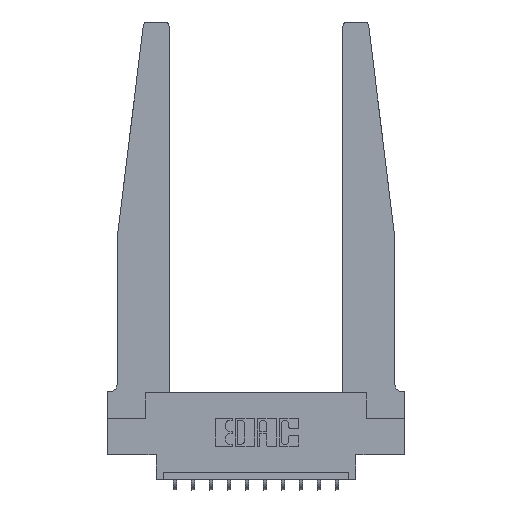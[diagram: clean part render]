
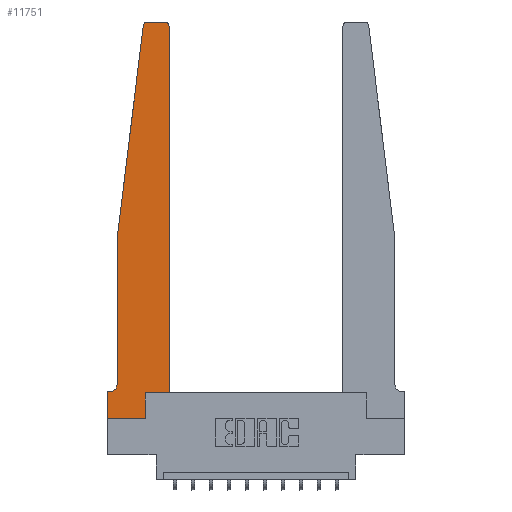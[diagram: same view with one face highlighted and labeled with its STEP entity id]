
A CAD part, top view. The second image highlights one B-rep face of the part: STEP entity #11751.
In plain terms, the highlighted planar face has unit normal (0, 0, 1).
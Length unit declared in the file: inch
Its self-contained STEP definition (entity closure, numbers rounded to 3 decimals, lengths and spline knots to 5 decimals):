
#47 = VERTEX_POINT ( 'NONE', #11274 ) ;
#101 = LINE ( 'NONE', #15081, #6115 ) ;
#266 = LINE ( 'NONE', #5926, #12703 ) ;
#572 = EDGE_CURVE ( 'NONE', #9401, #10154, #101, .T. ) ;
#788 = CARTESIAN_POINT ( 'NONE',  ( 0.015, 0.1875, 0.37 ) ) ;
#981 = ORIENTED_EDGE ( 'NONE', *, *, #1245, .T. ) ;
#1062 = CIRCLE ( 'NONE', #10550, 0.05 ) ;
#1138 = CARTESIAN_POINT ( 'NONE',  ( 0.065, 1.25, 0.37 ) ) ;
#1245 = EDGE_CURVE ( 'NONE', #10271, #5827, #9482, .T. ) ;
#1400 = CARTESIAN_POINT ( 'NONE',  ( 0.2605, 0.18, 0.37 ) ) ;
#1591 = ORIENTED_EDGE ( 'NONE', *, *, #10169, .T. ) ;
#2274 = ORIENTED_EDGE ( 'NONE', *, *, #4627, .T. ) ;
#2330 = DIRECTION ( 'NONE',  ( 0., -1., 0. ) ) ;
#2404 = VERTEX_POINT ( 'NONE', #4866 ) ;
#2625 = LINE ( 'NONE', #9104, #14611 ) ;
#2877 = DIRECTION ( 'NONE',  ( 0., 0., 1. ) ) ;
#2927 = VECTOR ( 'NONE', #2952, 39.37008 ) ;
#2952 = DIRECTION ( 'NONE',  ( -1., 0., 0. ) ) ;
#3098 = VECTOR ( 'NONE', #8261, 39.37008 ) ;
#3128 = PLANE ( 'NONE',  #13076 ) ;
#3685 = DIRECTION ( 'NONE',  ( -1., 0., 0. ) ) ;
#3725 = EDGE_CURVE ( 'NONE', #2404, #7712, #6509, .T. ) ;
#4397 = CARTESIAN_POINT ( 'NONE',  ( 0., 0., 0.37 ) ) ;
#4471 = DIRECTION ( 'NONE',  ( 1., 0., 0. ) ) ;
#4627 = EDGE_CURVE ( 'NONE', #5476, #2404, #13236, .T. ) ;
#4737 = CARTESIAN_POINT ( 'NONE',  ( 0.27653, 2.75, 0.37 ) ) ;
#4866 = CARTESIAN_POINT ( 'NONE',  ( 0.395, 2.75, 0.37 ) ) ;
#5067 = CARTESIAN_POINT ( 'NONE',  ( 0.395, 2.72, 0.37 ) ) ;
#5241 = CARTESIAN_POINT ( 'NONE',  ( 0.065, 0.2375, 0.37 ) ) ;
#5476 = VERTEX_POINT ( 'NONE', #12791 ) ;
#5590 = ORIENTED_EDGE ( 'NONE', *, *, #15148, .T. ) ;
#5626 = LINE ( 'NONE', #11705, #12027 ) ;
#5827 = VERTEX_POINT ( 'NONE', #5241 ) ;
#5926 = CARTESIAN_POINT ( 'NONE',  ( 0.425, 0.18, 0.37 ) ) ;
#6004 = DIRECTION ( 'NONE',  ( 0., 0., -1. ) ) ;
#6105 = FACE_OUTER_BOUND ( 'NONE', #11651, .T. ) ;
#6115 = VECTOR ( 'NONE', #3685, 39.37008 ) ;
#6278 = DIRECTION ( 'NONE',  ( 1., 0., 0. ) ) ;
#6488 = EDGE_CURVE ( 'NONE', #10044, #14941, #8660, .T. ) ;
#6509 = LINE ( 'NONE', #11221, #2927 ) ;
#6760 = CARTESIAN_POINT ( 'NONE',  ( 0., 0.1875, 0.37 ) ) ;
#6771 = ORIENTED_EDGE ( 'NONE', *, *, #9146, .T. ) ;
#7618 = AXIS2_PLACEMENT_3D ( 'NONE', #10078, #2877, #11307 ) ;
#7712 = VERTEX_POINT ( 'NONE', #4737 ) ;
#7811 = LINE ( 'NONE', #8310, #13834 ) ;
#7941 = DIRECTION ( 'NONE',  ( 1., 0., 0. ) ) ;
#7997 = ORIENTED_EDGE ( 'NONE', *, *, #10192, .T. ) ;
#8123 = EDGE_CURVE ( 'NONE', #47, #10271, #2625, .T. ) ;
#8140 = CARTESIAN_POINT ( 'NONE',  ( 0., 0., 0.37 ) ) ;
#8213 = LINE ( 'NONE', #1400, #11077 ) ;
#8261 = DIRECTION ( 'NONE',  ( 0., -1., 0. ) ) ;
#8310 = CARTESIAN_POINT ( 'NONE',  ( 0., 0., 0.37 ) ) ;
#8642 = CARTESIAN_POINT ( 'NONE',  ( 0.2605, 0., 0.37 ) ) ;
#8660 = LINE ( 'NONE', #4397, #14637 ) ;
#8774 = CIRCLE ( 'NONE', #7618, 0.03 ) ;
#9104 = CARTESIAN_POINT ( 'NONE',  ( 0.065, 1.25, 0.37 ) ) ;
#9146 = EDGE_CURVE ( 'NONE', #14941, #9348, #8213, .T. ) ;
#9295 = VERTEX_POINT ( 'NONE', #14915 ) ;
#9348 = VERTEX_POINT ( 'NONE', #13860 ) ;
#9401 = VERTEX_POINT ( 'NONE', #788 ) ;
#9482 = LINE ( 'NONE', #1138, #3098 ) ;
#9564 = DIRECTION ( 'NONE',  ( 0., 1., 0. ) ) ;
#9748 = CARTESIAN_POINT ( 'NONE',  ( 0.065, 1.25, 0.37 ) ) ;
#9796 = EDGE_CURVE ( 'NONE', #7712, #47, #8774, .T. ) ;
#10044 = VERTEX_POINT ( 'NONE', #8140 ) ;
#10078 = CARTESIAN_POINT ( 'NONE',  ( 0.27653, 2.72, 0.37 ) ) ;
#10154 = VERTEX_POINT ( 'NONE', #14275 ) ;
#10169 = EDGE_CURVE ( 'NONE', #10154, #10044, #7811, .T. ) ;
#10192 = EDGE_CURVE ( 'NONE', #5827, #9401, #1062, .T. ) ;
#10271 = VERTEX_POINT ( 'NONE', #9748 ) ;
#10483 = ORIENTED_EDGE ( 'NONE', *, *, #12461, .T. ) ;
#10550 = AXIS2_PLACEMENT_3D ( 'NONE', #13216, #6004, #14378 ) ;
#10929 = ORIENTED_EDGE ( 'NONE', *, *, #3725, .T. ) ;
#11077 = VECTOR ( 'NONE', #13435, 39.37008 ) ;
#11092 = ORIENTED_EDGE ( 'NONE', *, *, #6488, .T. ) ;
#11221 = CARTESIAN_POINT ( 'NONE',  ( 0.25, 2.75, 0.37 ) ) ;
#11274 = CARTESIAN_POINT ( 'NONE',  ( 0.24675, 2.72367, 0.37 ) ) ;
#11307 = DIRECTION ( 'NONE',  ( 1., 0., 0. ) ) ;
#11548 = ORIENTED_EDGE ( 'NONE', *, *, #572, .T. ) ;
#11651 = EDGE_LOOP ( 'NONE', ( #10929, #12206, #15130, #981, #7997, #11548, #1591, #11092, #6771, #5590, #10483, #2274 ) ) ;
#11705 = CARTESIAN_POINT ( 'NONE',  ( 0.425, 0.18, 0.37 ) ) ;
#11751 = ADVANCED_FACE ( 'NONE', ( #6105 ), #3128, .T. ) ;
#12027 = VECTOR ( 'NONE', #4471, 39.37008 ) ;
#12206 = ORIENTED_EDGE ( 'NONE', *, *, #9796, .T. ) ;
#12461 = EDGE_CURVE ( 'NONE', #9295, #5476, #266, .T. ) ;
#12703 = VECTOR ( 'NONE', #9564, 39.37008 ) ;
#12791 = CARTESIAN_POINT ( 'NONE',  ( 0.425, 2.72, 0.37 ) ) ;
#13008 = AXIS2_PLACEMENT_3D ( 'NONE', #5067, #13473, #6278 ) ;
#13076 = AXIS2_PLACEMENT_3D ( 'NONE', #6760, #15096, #7941 ) ;
#13216 = CARTESIAN_POINT ( 'NONE',  ( 0.015, 0.2375, 0.37 ) ) ;
#13236 = CIRCLE ( 'NONE', #13008, 0.03 ) ;
#13435 = DIRECTION ( 'NONE',  ( 0., 1., 0. ) ) ;
#13473 = DIRECTION ( 'NONE',  ( 0., 0., 1. ) ) ;
#13834 = VECTOR ( 'NONE', #2330, 39.37008 ) ;
#13860 = CARTESIAN_POINT ( 'NONE',  ( 0.2605, 0.18, 0.37 ) ) ;
#14010 = DIRECTION ( 'NONE',  ( 1., 0., 0. ) ) ;
#14275 = CARTESIAN_POINT ( 'NONE',  ( 0., 0.1875, 0.37 ) ) ;
#14378 = DIRECTION ( 'NONE',  ( -1., 0., 0. ) ) ;
#14611 = VECTOR ( 'NONE', #15029, 39.37008 ) ;
#14637 = VECTOR ( 'NONE', #14010, 39.37008 ) ;
#14915 = CARTESIAN_POINT ( 'NONE',  ( 0.425, 0.18, 0.37 ) ) ;
#14941 = VERTEX_POINT ( 'NONE', #8642 ) ;
#15029 = DIRECTION ( 'NONE',  ( -0.122, -0.992, 0. ) ) ;
#15081 = CARTESIAN_POINT ( 'NONE',  ( 0.065, 0.1875, 0.37 ) ) ;
#15096 = DIRECTION ( 'NONE',  ( 0., 0., 1. ) ) ;
#15130 = ORIENTED_EDGE ( 'NONE', *, *, #8123, .T. ) ;
#15148 = EDGE_CURVE ( 'NONE', #9348, #9295, #5626, .T. ) ;
